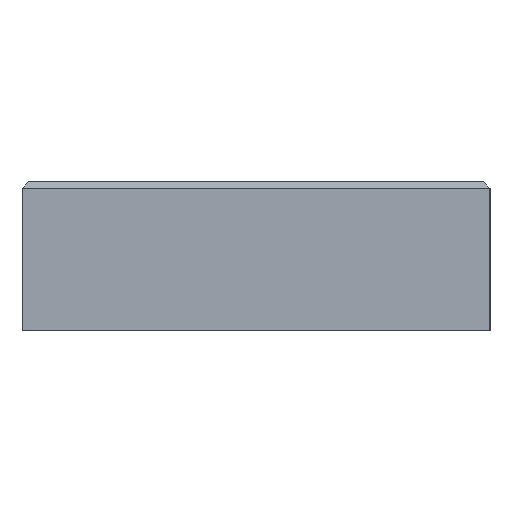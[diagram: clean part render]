
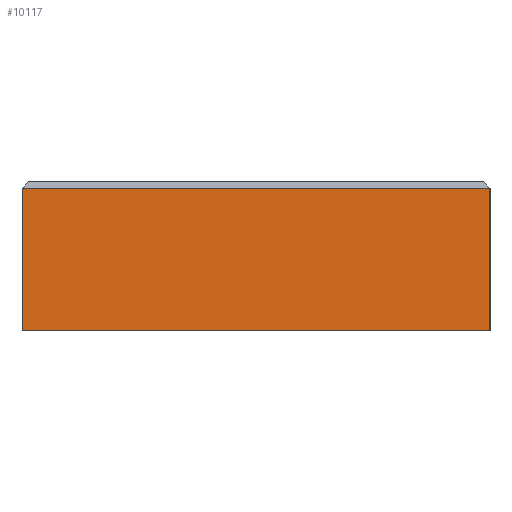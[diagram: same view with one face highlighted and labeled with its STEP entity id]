
A CAD part, left-side view. The second image highlights one B-rep face of the part: STEP entity #10117.
In plain terms, the highlighted planar face has unit normal (-1, 0, 0).
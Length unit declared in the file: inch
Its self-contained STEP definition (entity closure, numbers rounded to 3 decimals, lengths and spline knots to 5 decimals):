
#1443=FACE_OUTER_BOUND('',#2072,.T.);
#2072=EDGE_LOOP('',(#9240,#9241,#9242,#9243));
#3031=LINE('',#17221,#3970);
#3032=LINE('',#17224,#3971);
#3033=LINE('',#17226,#3972);
#3034=LINE('',#17227,#3973);
#3970=VECTOR('',#14233,0.3937);
#3971=VECTOR('',#14236,0.3937);
#3972=VECTOR('',#14237,0.3937);
#3973=VECTOR('',#14238,0.3937);
#4941=VERTEX_POINT('',#17209);
#4943=VERTEX_POINT('',#17217);
#4944=VERTEX_POINT('',#17223);
#4945=VERTEX_POINT('',#17225);
#6390=EDGE_CURVE('',#4941,#4943,#3031,.T.);
#6391=EDGE_CURVE('',#4944,#4941,#3032,.T.);
#6392=EDGE_CURVE('',#4944,#4945,#3033,.T.);
#6393=EDGE_CURVE('',#4945,#4943,#3034,.T.);
#9240=ORIENTED_EDGE('',*,*,#6390,.F.);
#9241=ORIENTED_EDGE('',*,*,#6391,.F.);
#9242=ORIENTED_EDGE('',*,*,#6392,.T.);
#9243=ORIENTED_EDGE('',*,*,#6393,.T.);
#9571=PLANE('',#11195);
#10117=ADVANCED_FACE('',(#1443),#9571,.T.);
#11195=AXIS2_PLACEMENT_3D('',#17222,#14234,#14235);
#14233=DIRECTION('',(0.,-1.,0.));
#14234=DIRECTION('center_axis',(-1.,0.,0.));
#14235=DIRECTION('ref_axis',(0.,-1.,0.));
#14236=DIRECTION('',(0.,0.,1.));
#14237=DIRECTION('',(0.,-1.,0.));
#14238=DIRECTION('',(0.,0.,1.));
#17209=CARTESIAN_POINT('',(-4.625,2.75,1.67126));
#17217=CARTESIAN_POINT('',(-4.625,-2.75,1.67126));
#17221=CARTESIAN_POINT('',(-4.625,1.375,1.67126));
#17222=CARTESIAN_POINT('Origin',(-4.625,2.75,0.));
#17223=CARTESIAN_POINT('',(-4.625,2.75,0.));
#17224=CARTESIAN_POINT('',(-4.625,2.75,0.));
#17225=CARTESIAN_POINT('',(-4.625,-2.75,0.));
#17226=CARTESIAN_POINT('',(-4.625,2.75,0.));
#17227=CARTESIAN_POINT('',(-4.625,-2.75,0.));
